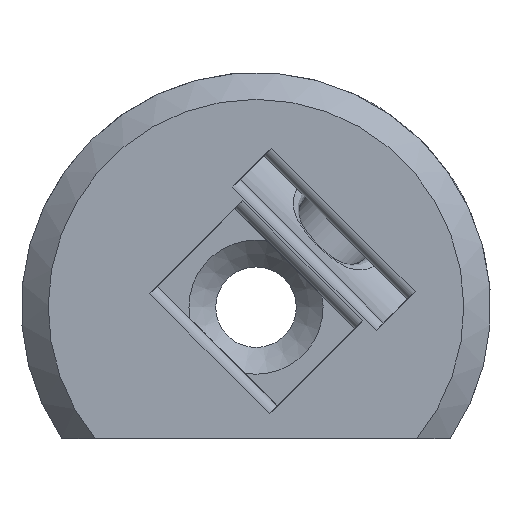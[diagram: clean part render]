
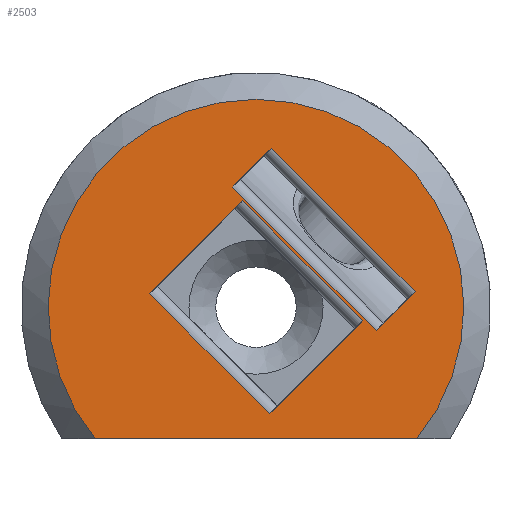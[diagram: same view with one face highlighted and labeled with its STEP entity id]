
A CAD part, left-side view. The second image highlights one B-rep face of the part: STEP entity #2503.
In plain terms, the highlighted planar face has unit normal (-1, 0, 0).
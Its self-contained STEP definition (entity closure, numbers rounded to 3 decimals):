
#23=FACE_BOUND('',#419,.T.);
#24=FACE_BOUND('',#420,.T.);
#88=PLANE('',#2651);
#275=FACE_OUTER_BOUND('',#418,.T.);
#418=EDGE_LOOP('',(#2282,#2283));
#419=EDGE_LOOP('',(#2284,#2285,#2286,#2287));
#420=EDGE_LOOP('',(#2288,#2289,#2290,#2291));
#485=CIRCLE('',#2652,15.5);
#803=LINE('',#11672,#923);
#808=LINE('',#11688,#928);
#809=LINE('',#11694,#929);
#810=LINE('',#11697,#930);
#811=LINE('',#11698,#931);
#812=LINE('',#11699,#932);
#813=LINE('',#11701,#933);
#814=LINE('',#11703,#934);
#815=LINE('',#11704,#935);
#923=VECTOR('',#3001,10.);
#928=VECTOR('',#3016,10.);
#929=VECTOR('',#3023,10.);
#930=VECTOR('',#3024,10.);
#931=VECTOR('',#3025,10.);
#932=VECTOR('',#3026,10.);
#933=VECTOR('',#3027,10.);
#934=VECTOR('',#3028,10.);
#935=VECTOR('',#3029,10.);
#1179=VERTEX_POINT('',#11669);
#1180=VERTEX_POINT('',#11671);
#1185=VERTEX_POINT('',#11685);
#1186=VERTEX_POINT('',#11687);
#1187=VERTEX_POINT('',#11691);
#1188=VERTEX_POINT('',#11692);
#1189=VERTEX_POINT('',#11695);
#1190=VERTEX_POINT('',#11696);
#1191=VERTEX_POINT('',#11700);
#1192=VERTEX_POINT('',#11702);
#1554=EDGE_CURVE('',#1180,#1179,#803,.F.);
#1562=EDGE_CURVE('',#1186,#1185,#808,.T.);
#1564=EDGE_CURVE('',#1187,#1188,#485,.T.);
#1565=EDGE_CURVE('',#1188,#1187,#809,.T.);
#1566=EDGE_CURVE('',#1189,#1190,#810,.T.);
#1567=EDGE_CURVE('',#1186,#1190,#811,.T.);
#1568=EDGE_CURVE('',#1189,#1185,#812,.T.);
#1569=EDGE_CURVE('',#1191,#1179,#813,.T.);
#1570=EDGE_CURVE('',#1191,#1192,#814,.F.);
#1571=EDGE_CURVE('',#1180,#1192,#815,.T.);
#2282=ORIENTED_EDGE('',*,*,#1564,.F.);
#2283=ORIENTED_EDGE('',*,*,#1565,.F.);
#2284=ORIENTED_EDGE('',*,*,#1566,.T.);
#2285=ORIENTED_EDGE('',*,*,#1567,.F.);
#2286=ORIENTED_EDGE('',*,*,#1562,.T.);
#2287=ORIENTED_EDGE('',*,*,#1568,.F.);
#2288=ORIENTED_EDGE('',*,*,#1554,.T.);
#2289=ORIENTED_EDGE('',*,*,#1569,.F.);
#2290=ORIENTED_EDGE('',*,*,#1570,.T.);
#2291=ORIENTED_EDGE('',*,*,#1571,.F.);
#2503=ADVANCED_FACE('',(#275,#23,#24),#88,.F.);
#2651=AXIS2_PLACEMENT_3D('',#11690,#3019,#3020);
#2652=AXIS2_PLACEMENT_3D('',#11693,#3021,#3022);
#3001=DIRECTION('',(0.,-0.707,0.707));
#3016=DIRECTION('',(0.,-0.707,0.707));
#3019=DIRECTION('center_axis',(1.,0.,0.));
#3020=DIRECTION('ref_axis',(0.,1.,0.));
#3021=DIRECTION('center_axis',(1.,0.,0.));
#3022=DIRECTION('ref_axis',(0.,1.,0.));
#3023=DIRECTION('',(0.,1.,0.));
#3024=DIRECTION('',(0.,0.707,-0.707));
#3025=DIRECTION('',(0.,-0.707,-0.707));
#3026=DIRECTION('',(0.,0.707,0.707));
#3027=DIRECTION('',(0.,-0.707,-0.707));
#3028=DIRECTION('',(0.,0.707,-0.707));
#3029=DIRECTION('',(0.,0.707,0.707));
#11669=CARTESIAN_POINT('',(4.,-8.963,-1.75));
#11671=CARTESIAN_POINT('',(4.,-11.862,1.149));
#11672=CARTESIAN_POINT('',(4.,-8.326,-2.386));
#11685=CARTESIAN_POINT('',(4.,1.008,7.937));
#11687=CARTESIAN_POINT('',(4.,7.937,1.008));
#11688=CARTESIAN_POINT('',(4.,2.386,6.558));
#11690=CARTESIAN_POINT('Origin',(4.,0.,
0.));
#11691=CARTESIAN_POINT('',(4.,11.989,-9.824));
#11692=CARTESIAN_POINT('',(4.,-11.989,-9.824));
#11693=CARTESIAN_POINT('Origin',(4.,0.,
0.));
#11694=CARTESIAN_POINT('',(4.,0.,-9.824));
#11695=CARTESIAN_POINT('',(4.,-7.937,-1.008));
#11696=CARTESIAN_POINT('',(4.,-1.008,-7.937));
#11697=CARTESIAN_POINT('',(4.,-7.442,-1.503));
#11698=CARTESIAN_POINT('',(4.,1.229,-5.701));
#11699=CARTESIAN_POINT('',(4.,-1.229,5.701));
#11700=CARTESIAN_POINT('',(4.,1.75,8.963));
#11701=CARTESIAN_POINT('',(4.,-5.842,1.37));
#11702=CARTESIAN_POINT('',(4.,-1.149,11.862));
#11703=CARTESIAN_POINT('',(4.,3.27,7.442));
#11704=CARTESIAN_POINT('',(4.,-4.269,8.742));
